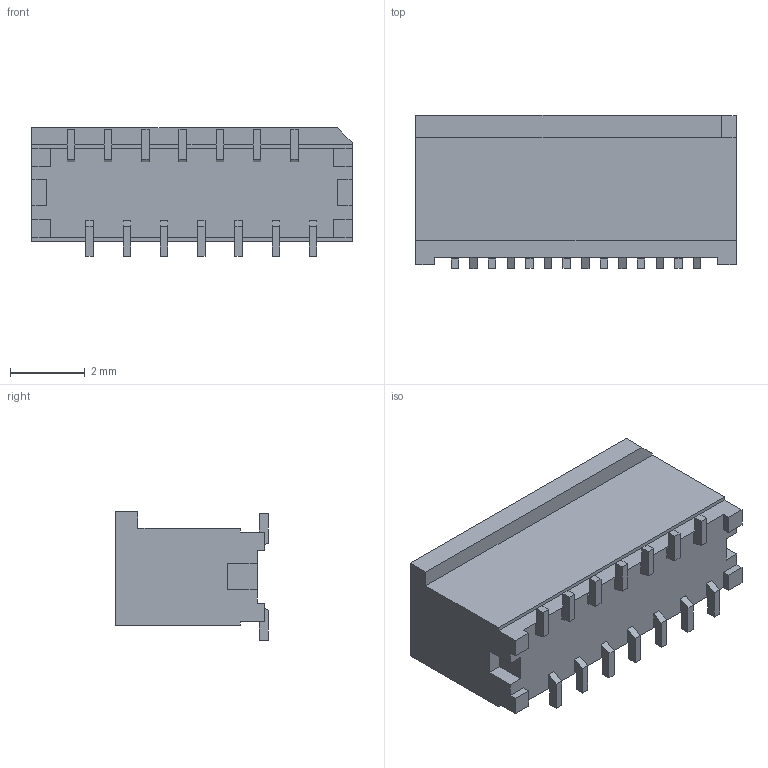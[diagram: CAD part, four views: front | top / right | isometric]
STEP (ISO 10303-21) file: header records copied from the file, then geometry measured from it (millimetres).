
FILE_DESCRIPTION((''),'2;1');
FILE_NAME('781271420','2016-12-05T',('ghp'),(''),'PRO/ENGINEER BY PARAMETRIC TECHNOLOGY CORPORATION, 2012310','PRO/ENGINEER BY PARAMETRIC TECHNOLOGY CORPORATION, 2012310','');
FILE_SCHEMA(('CONFIG_CONTROL_DESIGN'));
Length unit declared in the file: millimetre
Products named in the file (1): 781271420
Bounding box: 8.6 x 4.1 x 3.45 mm (x, y, z)
Volume: 71.8 mm3; surface area: 273.7 mm2
Topology: 1 solids, 1 shells, 376 faces, 1087 edges, 742 vertices
Faces by surface type: plane 320, cylinder 56
Entity records: 12214 total; most frequent: CARTESIAN_POINT 2276, ORIENTED_EDGE 2062, DIRECTION 1897, EDGE_CURVE 1031, VECTOR 975, LINE 975, VERTEX_POINT 686, AXIS2_PLACEMENT_3D 461
